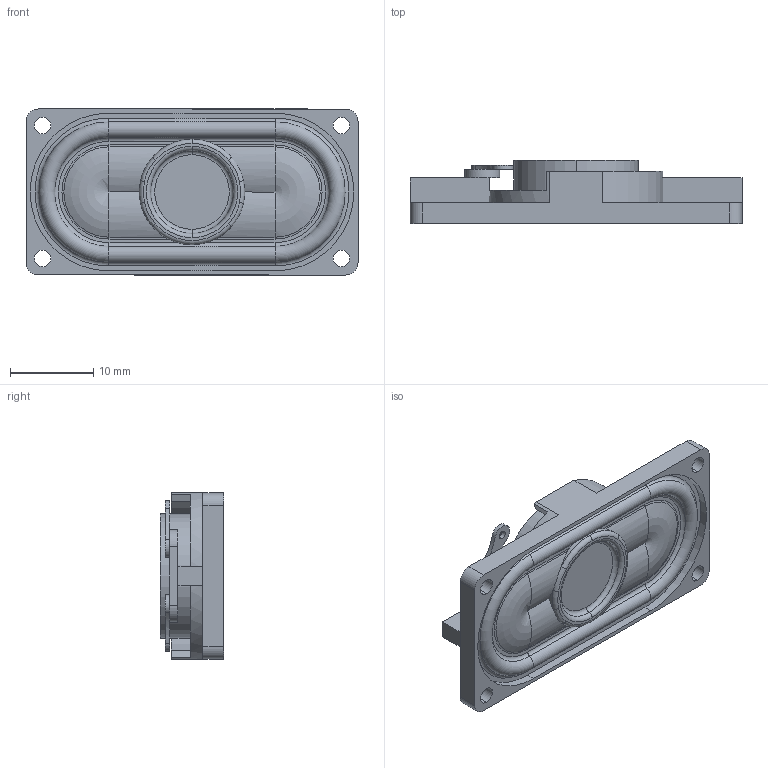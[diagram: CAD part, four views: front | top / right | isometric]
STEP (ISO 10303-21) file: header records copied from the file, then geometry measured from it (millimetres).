
FILE_DESCRIPTION (( 'STEP AP203' ), '1' );
FILE_NAME ('SP-2040.STEP', '2017-03-08T19:28:34', ( 'Gem' ), ( '' ), 'SwSTEP 2.0', 'SolidWorks 2013', '' );
FILE_SCHEMA (( 'CONFIG_CONTROL_DESIGN' ));
Length unit declared in the file: millimetre
Products named in the file (1): SP-2040
Bounding box: 40 x 7.6 x 20 mm (x, y, z)
Volume: 2588.8 mm3; surface area: 3653.3 mm2
Topology: 6 solids, 6 shells, 134 faces, 326 edges, 207 vertices
Faces by surface type: cylinder 65, plane 46, torus 19, bspline 4
Entity records: 4227 total; most frequent: CARTESIAN_POINT 897, DIRECTION 732, ORIENTED_EDGE 648, EDGE_CURVE 324, AXIS2_PLACEMENT_3D 300, VERTEX_POINT 207, CIRCLE 169, EDGE_LOOP 153
